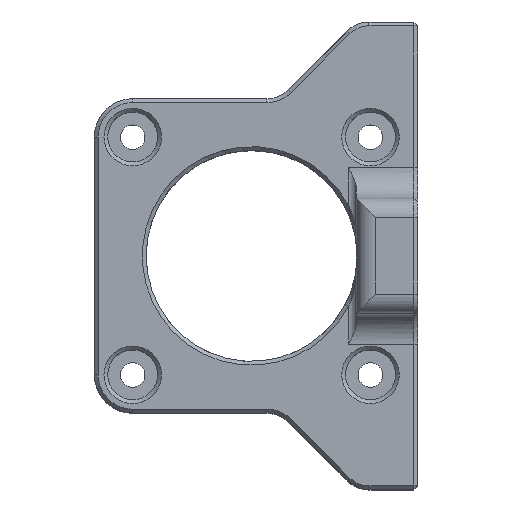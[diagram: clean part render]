
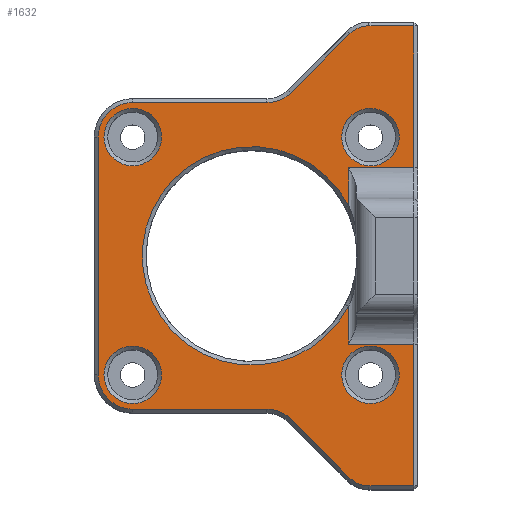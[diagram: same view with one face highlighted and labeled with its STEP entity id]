
A CAD part, top view. The second image highlights one B-rep face of the part: STEP entity #1632.
In plain terms, the highlighted planar face has unit normal (0, 0, 1).
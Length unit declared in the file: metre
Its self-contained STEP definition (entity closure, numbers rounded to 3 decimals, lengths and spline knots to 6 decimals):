
#91=LINE('',#2526,#215);
#92=LINE('',#2531,#216);
#93=LINE('',#2533,#217);
#94=LINE('',#2535,#218);
#95=LINE('',#2537,#219);
#96=LINE('',#2541,#220);
#97=LINE('',#2545,#221);
#98=LINE('',#2549,#222);
#99=LINE('',#2553,#223);
#100=LINE('',#2557,#224);
#101=LINE('',#2561,#225);
#102=LINE('',#2563,#226);
#103=LINE('',#2565,#227);
#215=VECTOR('',#2017,1.);
#216=VECTOR('',#2020,1.);
#217=VECTOR('',#2021,1.);
#218=VECTOR('',#2022,1.);
#219=VECTOR('',#2023,1.);
#220=VECTOR('',#2026,1.);
#221=VECTOR('',#2029,1.);
#222=VECTOR('',#2032,1.);
#223=VECTOR('',#2035,1.);
#224=VECTOR('',#2038,1.);
#225=VECTOR('',#2041,1.);
#226=VECTOR('',#2042,1.);
#227=VECTOR('',#2043,1.);
#328=PLANE('',#1780);
#420=ORIENTED_EDGE('',*,*,#872,.T.);
#421=ORIENTED_EDGE('',*,*,#873,.T.);
#422=ORIENTED_EDGE('',*,*,#874,.T.);
#423=ORIENTED_EDGE('',*,*,#875,.T.);
#424=ORIENTED_EDGE('',*,*,#876,.T.);
#425=ORIENTED_EDGE('',*,*,#877,.T.);
#426=ORIENTED_EDGE('',*,*,#878,.T.);
#427=ORIENTED_EDGE('',*,*,#879,.T.);
#428=ORIENTED_EDGE('',*,*,#880,.T.);
#429=ORIENTED_EDGE('',*,*,#881,.T.);
#430=ORIENTED_EDGE('',*,*,#882,.T.);
#431=ORIENTED_EDGE('',*,*,#883,.T.);
#432=ORIENTED_EDGE('',*,*,#884,.T.);
#433=ORIENTED_EDGE('',*,*,#885,.T.);
#434=ORIENTED_EDGE('',*,*,#886,.T.);
#435=ORIENTED_EDGE('',*,*,#887,.T.);
#436=ORIENTED_EDGE('',*,*,#888,.T.);
#437=ORIENTED_EDGE('',*,*,#889,.T.);
#438=ORIENTED_EDGE('',*,*,#890,.T.);
#439=ORIENTED_EDGE('',*,*,#891,.T.);
#440=ORIENTED_EDGE('',*,*,#892,.T.);
#441=ORIENTED_EDGE('',*,*,#893,.T.);
#442=ORIENTED_EDGE('',*,*,#894,.T.);
#443=ORIENTED_EDGE('',*,*,#895,.T.);
#872=EDGE_CURVE('',#1096,#1096,#1227,.F.);
#873=EDGE_CURVE('',#1097,#1097,#1228,.F.);
#874=EDGE_CURVE('',#1098,#1098,#1229,.F.);
#875=EDGE_CURVE('',#1099,#1099,#1230,.F.);
#876=EDGE_CURVE('',#1100,#1101,#91,.T.);
#877=EDGE_CURVE('',#1101,#1102,#1231,.F.);
#878=EDGE_CURVE('',#1102,#1103,#92,.T.);
#879=EDGE_CURVE('',#1103,#1104,#93,.T.);
#880=EDGE_CURVE('',#1104,#1105,#94,.T.);
#881=EDGE_CURVE('',#1105,#1106,#95,.T.);
#882=EDGE_CURVE('',#1106,#1107,#1232,.T.);
#883=EDGE_CURVE('',#1107,#1108,#96,.T.);
#884=EDGE_CURVE('',#1108,#1109,#1233,.F.);
#885=EDGE_CURVE('',#1109,#1110,#97,.T.);
#886=EDGE_CURVE('',#1110,#1111,#1234,.T.);
#887=EDGE_CURVE('',#1111,#1112,#98,.T.);
#888=EDGE_CURVE('',#1112,#1113,#1235,.T.);
#889=EDGE_CURVE('',#1113,#1114,#99,.T.);
#890=EDGE_CURVE('',#1114,#1115,#1236,.F.);
#891=EDGE_CURVE('',#1115,#1116,#100,.T.);
#892=EDGE_CURVE('',#1116,#1117,#1237,.T.);
#893=EDGE_CURVE('',#1117,#1118,#101,.T.);
#894=EDGE_CURVE('',#1118,#1119,#102,.T.);
#895=EDGE_CURVE('',#1119,#1100,#103,.F.);
#1096=VERTEX_POINT('',#2519);
#1097=VERTEX_POINT('',#2521);
#1098=VERTEX_POINT('',#2523);
#1099=VERTEX_POINT('',#2525);
#1100=VERTEX_POINT('',#2527);
#1101=VERTEX_POINT('',#2528);
#1102=VERTEX_POINT('',#2530);
#1103=VERTEX_POINT('',#2532);
#1104=VERTEX_POINT('',#2534);
#1105=VERTEX_POINT('',#2536);
#1106=VERTEX_POINT('',#2538);
#1107=VERTEX_POINT('',#2540);
#1108=VERTEX_POINT('',#2542);
#1109=VERTEX_POINT('',#2544);
#1110=VERTEX_POINT('',#2546);
#1111=VERTEX_POINT('',#2548);
#1112=VERTEX_POINT('',#2550);
#1113=VERTEX_POINT('',#2552);
#1114=VERTEX_POINT('',#2554);
#1115=VERTEX_POINT('',#2556);
#1116=VERTEX_POINT('',#2558);
#1117=VERTEX_POINT('',#2560);
#1118=VERTEX_POINT('',#2562);
#1119=VERTEX_POINT('',#2564);
#1227=CIRCLE('',#1781,0.00375);
#1228=CIRCLE('',#1782,0.00375);
#1229=CIRCLE('',#1783,0.00375);
#1230=CIRCLE('',#1784,0.00375);
#1231=CIRCLE('',#1785,0.01425);
#1232=CIRCLE('',#1786,0.0035);
#1233=CIRCLE('',#1787,0.0045);
#1234=CIRCLE('',#1788,0.0045);
#1235=CIRCLE('',#1789,0.0045);
#1236=CIRCLE('',#1790,0.0045);
#1237=CIRCLE('',#1791,0.0035);
#1296=EDGE_LOOP('',(#420));
#1297=EDGE_LOOP('',(#421));
#1298=EDGE_LOOP('',(#422));
#1299=EDGE_LOOP('',(#423));
#1300=EDGE_LOOP('',(#424,#425,#426,#427,#428,#429,#430,#431,#432,#433,#434,
#435,#436,#437,#438,#439,#440,#441,#442,#443));
#1453=FACE_BOUND('',#1296,.T.);
#1454=FACE_BOUND('',#1297,.T.);
#1455=FACE_BOUND('',#1298,.T.);
#1456=FACE_BOUND('',#1299,.T.);
#1457=FACE_BOUND('',#1300,.T.);
#1632=ADVANCED_FACE('',(#1453,#1454,#1455,#1456,#1457),#328,.T.);
#1780=AXIS2_PLACEMENT_3D('',#2517,#2007,#2008);
#1781=AXIS2_PLACEMENT_3D('',#2518,#2009,#2010);
#1782=AXIS2_PLACEMENT_3D('',#2520,#2011,#2012);
#1783=AXIS2_PLACEMENT_3D('',#2522,#2013,#2014);
#1784=AXIS2_PLACEMENT_3D('',#2524,#2015,#2016);
#1785=AXIS2_PLACEMENT_3D('',#2529,#2018,#2019);
#1786=AXIS2_PLACEMENT_3D('',#2539,#2024,#2025);
#1787=AXIS2_PLACEMENT_3D('',#2543,#2027,#2028);
#1788=AXIS2_PLACEMENT_3D('',#2547,#2030,#2031);
#1789=AXIS2_PLACEMENT_3D('',#2551,#2033,#2034);
#1790=AXIS2_PLACEMENT_3D('',#2555,#2036,#2037);
#1791=AXIS2_PLACEMENT_3D('',#2559,#2039,#2040);
#2007=DIRECTION('',(0.,0.,1.));
#2008=DIRECTION('',(1.,0.,0.));
#2009=DIRECTION('',(0.,0.,1.));
#2010=DIRECTION('',(1.,0.,0.));
#2011=DIRECTION('',(0.,0.,1.));
#2012=DIRECTION('',(1.,0.,0.));
#2013=DIRECTION('',(0.,0.,1.));
#2014=DIRECTION('',(1.,0.,0.));
#2015=DIRECTION('',(0.,0.,1.));
#2016=DIRECTION('',(1.,0.,0.));
#2017=DIRECTION('',(0.,1.,0.));
#2018=DIRECTION('',(0.,0.,1.));
#2019=DIRECTION('',(1.,0.,0.));
#2020=DIRECTION('',(0.,1.,0.));
#2021=DIRECTION('',(1.,0.,0.));
#2022=DIRECTION('',(0.,1.,0.));
#2023=DIRECTION('',(-1.,0.,0.));
#2024=DIRECTION('',(0.,0.,1.));
#2025=DIRECTION('',(1.,0.,0.));
#2026=DIRECTION('',(-0.707,-0.707,0.));
#2027=DIRECTION('',(0.,0.,1.));
#2028=DIRECTION('',(1.,0.,0.));
#2029=DIRECTION('',(-1.,0.,0.));
#2030=DIRECTION('',(0.,0.,1.));
#2031=DIRECTION('',(1.,0.,0.));
#2032=DIRECTION('',(0.,-1.,0.));
#2033=DIRECTION('',(0.,0.,1.));
#2034=DIRECTION('',(1.,0.,0.));
#2035=DIRECTION('',(1.,0.,0.));
#2036=DIRECTION('',(0.,0.,1.));
#2037=DIRECTION('',(1.,0.,0.));
#2038=DIRECTION('',(0.707,-0.707,0.));
#2039=DIRECTION('',(0.,0.,1.));
#2040=DIRECTION('',(1.,0.,0.));
#2041=DIRECTION('',(1.,0.,0.));
#2042=DIRECTION('',(0.,1.,0.));
#2043=DIRECTION('',(1.,0.,0.));
#2517=CARTESIAN_POINT('',(-0.120825,0.,0.015));
#2518=CARTESIAN_POINT('',(-0.10565,0.0155,0.015));
#2519=CARTESIAN_POINT('',(-0.1019,0.0155,0.015));
#2520=CARTESIAN_POINT('',(-0.10565,-0.0155,0.015));
#2521=CARTESIAN_POINT('',(-0.1019,-0.0155,0.015));
#2522=CARTESIAN_POINT('',(-0.13665,-0.0155,0.015));
#2523=CARTESIAN_POINT('',(-0.1329,-0.0155,0.015));
#2524=CARTESIAN_POINT('',(-0.13665,0.0155,0.015));
#2525=CARTESIAN_POINT('',(-0.1329,0.0155,0.015));
#2526=CARTESIAN_POINT('',(-0.1085,0.,0.015));
#2527=CARTESIAN_POINT('',(-0.1085,-0.0115,0.015));
#2528=CARTESIAN_POINT('',(-0.1085,-0.00656,0.015));
#2529=CARTESIAN_POINT('',(-0.12115,0.,0.015));
#2530=CARTESIAN_POINT('',(-0.1085,0.00656,0.015));
#2531=CARTESIAN_POINT('',(-0.1085,0.,0.015));
#2532=CARTESIAN_POINT('',(-0.1085,0.0115,0.015));
#2533=CARTESIAN_POINT('',(-0.1,0.0115,0.015));
#2534=CARTESIAN_POINT('',(-0.1,0.0115,0.015));
#2535=CARTESIAN_POINT('',(-0.1,0.0305,0.015));
#2536=CARTESIAN_POINT('',(-0.1,0.03,0.015));
#2537=CARTESIAN_POINT('',(-0.105843,0.03,0.015));
#2538=CARTESIAN_POINT('',(-0.105843,0.03,0.015));
#2539=CARTESIAN_POINT('',(-0.105843,0.0265,0.015));
#2540=CARTESIAN_POINT('',(-0.108318,0.028975,0.015));
#2541=CARTESIAN_POINT('',(-0.115975,0.021318,0.015));
#2542=CARTESIAN_POINT('',(-0.115975,0.021318,0.015));
#2543=CARTESIAN_POINT('',(-0.119157,0.0245,0.015));
#2544=CARTESIAN_POINT('',(-0.119157,0.02,0.015));
#2545=CARTESIAN_POINT('',(-0.120825,0.02,0.015));
#2546=CARTESIAN_POINT('',(-0.13665,0.02,0.015));
#2547=CARTESIAN_POINT('',(-0.13665,0.0155,0.015));
#2548=CARTESIAN_POINT('',(-0.14115,0.0155,0.015));
#2549=CARTESIAN_POINT('',(-0.14115,-0.0155,0.015));
#2550=CARTESIAN_POINT('',(-0.14115,-0.0155,0.015));
#2551=CARTESIAN_POINT('',(-0.13665,-0.0155,0.015));
#2552=CARTESIAN_POINT('',(-0.13665,-0.02,0.015));
#2553=CARTESIAN_POINT('',(-0.119157,-0.02,0.015));
#2554=CARTESIAN_POINT('',(-0.119157,-0.02,0.015));
#2555=CARTESIAN_POINT('',(-0.119157,-0.0245,0.015));
#2556=CARTESIAN_POINT('',(-0.115975,-0.021318,0.015));
#2557=CARTESIAN_POINT('',(-0.108318,-0.028975,0.015));
#2558=CARTESIAN_POINT('',(-0.108318,-0.028975,0.015));
#2559=CARTESIAN_POINT('',(-0.105843,-0.0265,0.015));
#2560=CARTESIAN_POINT('',(-0.105843,-0.03,0.015));
#2561=CARTESIAN_POINT('',(-0.120825,-0.03,0.015));
#2562=CARTESIAN_POINT('',(-0.1,-0.03,0.015));
#2563=CARTESIAN_POINT('',(-0.1,-0.0115,0.015));
#2564=CARTESIAN_POINT('',(-0.1,-0.0115,0.015));
#2565=CARTESIAN_POINT('',(-0.120825,-0.0115,0.015));
